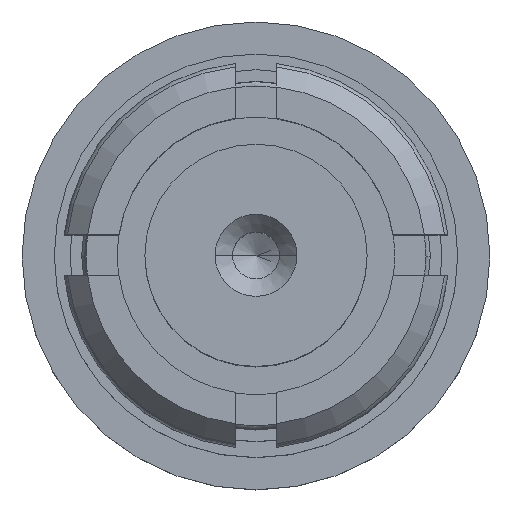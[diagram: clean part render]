
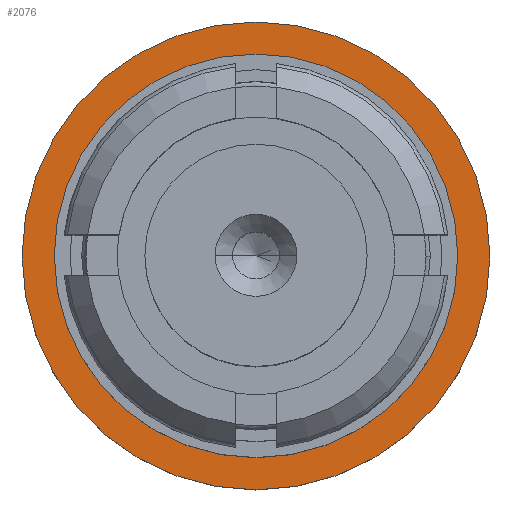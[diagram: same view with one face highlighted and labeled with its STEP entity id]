
A CAD part, top view. The second image highlights one B-rep face of the part: STEP entity #2076.
In plain terms, the highlighted planar face has unit normal (0, 0, 1).
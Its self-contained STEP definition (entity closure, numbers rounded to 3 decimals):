
#120 = CIRCLE ( 'NONE', #1110, 2. ) ;
#454 = FACE_BOUND ( 'NONE', #483, .T. ) ;
#483 = EDGE_LOOP ( 'NONE', ( #532, #2699 ) ) ;
#491 = EDGE_CURVE ( 'NONE', #2755, #2762, #120, .T. ) ;
#493 = CARTESIAN_POINT ( 'NONE',  ( 0., 0., 3.6 ) ) ;
#532 = ORIENTED_EDGE ( 'NONE', *, *, #987, .F. ) ;
#583 = EDGE_CURVE ( 'NONE', #1162, #3192, #2622, .T. ) ;
#774 = ORIENTED_EDGE ( 'NONE', *, *, #3178, .T. ) ;
#857 = DIRECTION ( 'NONE',  ( 0., 0., 1. ) ) ;
#987 = EDGE_CURVE ( 'NONE', #3192, #1162, #1385, .T. ) ;
#988 = EDGE_LOOP ( 'NONE', ( #1667, #774 ) ) ;
#993 = DIRECTION ( 'NONE',  ( 0., 0., 1. ) ) ;
#998 = CIRCLE ( 'NONE', #3108, 2. ) ;
#1059 = DIRECTION ( 'NONE',  ( 0., 0., 1. ) ) ;
#1069 = CARTESIAN_POINT ( 'NONE',  ( 0., 0., 3.6 ) ) ;
#1110 = AXIS2_PLACEMENT_3D ( 'NONE', #2274, #993, #1507 ) ;
#1152 = CARTESIAN_POINT ( 'NONE',  ( 0., 0., 3.6 ) ) ;
#1162 = VERTEX_POINT ( 'NONE', #1253 ) ;
#1202 = DIRECTION ( 'NONE',  ( 1., 0., 0. ) ) ;
#1253 = CARTESIAN_POINT ( 'NONE',  ( 1.725, 0., 3.6 ) ) ;
#1294 = CARTESIAN_POINT ( 'NONE',  ( -2., 0., 3.6 ) ) ;
#1385 = CIRCLE ( 'NONE', #1942, 1.725 ) ;
#1411 = DIRECTION ( 'NONE',  ( 1., 0., 0. ) ) ;
#1453 = CARTESIAN_POINT ( 'NONE',  ( -1.725, 0., 3.6 ) ) ;
#1507 = DIRECTION ( 'NONE',  ( 1., 0., 0. ) ) ;
#1584 = DIRECTION ( 'NONE',  ( 1., 0., 0. ) ) ;
#1667 = ORIENTED_EDGE ( 'NONE', *, *, #491, .T. ) ;
#1777 = DIRECTION ( 'NONE',  ( 1., 0., 0. ) ) ;
#1942 = AXIS2_PLACEMENT_3D ( 'NONE', #1152, #2417, #1411 ) ;
#1991 = DIRECTION ( 'NONE',  ( 0., 0., 1. ) ) ;
#2076 = ADVANCED_FACE ( 'NONE', ( #454, #2293 ), #2636, .T. ) ;
#2092 = CARTESIAN_POINT ( 'NONE',  ( 0., 0., 3.6 ) ) ;
#2274 = CARTESIAN_POINT ( 'NONE',  ( 0., 0., 3.6 ) ) ;
#2293 = FACE_OUTER_BOUND ( 'NONE', #988, .T. ) ;
#2364 = AXIS2_PLACEMENT_3D ( 'NONE', #2092, #857, #1584 ) ;
#2417 = DIRECTION ( 'NONE',  ( 0., 0., 1. ) ) ;
#2594 = CARTESIAN_POINT ( 'NONE',  ( 2., 0., 3.6 ) ) ;
#2622 = CIRCLE ( 'NONE', #3120, 1.725 ) ;
#2636 = PLANE ( 'NONE',  #2364 ) ;
#2699 = ORIENTED_EDGE ( 'NONE', *, *, #583, .F. ) ;
#2755 = VERTEX_POINT ( 'NONE', #1294 ) ;
#2762 = VERTEX_POINT ( 'NONE', #2594 ) ;
#3108 = AXIS2_PLACEMENT_3D ( 'NONE', #493, #1991, #1202 ) ;
#3120 = AXIS2_PLACEMENT_3D ( 'NONE', #1069, #1059, #1777 ) ;
#3178 = EDGE_CURVE ( 'NONE', #2762, #2755, #998, .T. ) ;
#3192 = VERTEX_POINT ( 'NONE', #1453 ) ;
